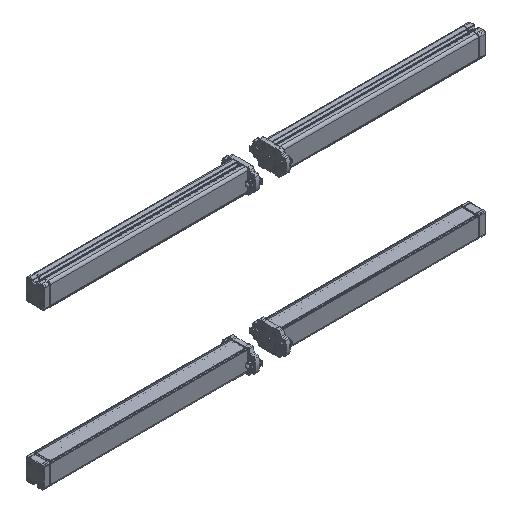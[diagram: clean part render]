
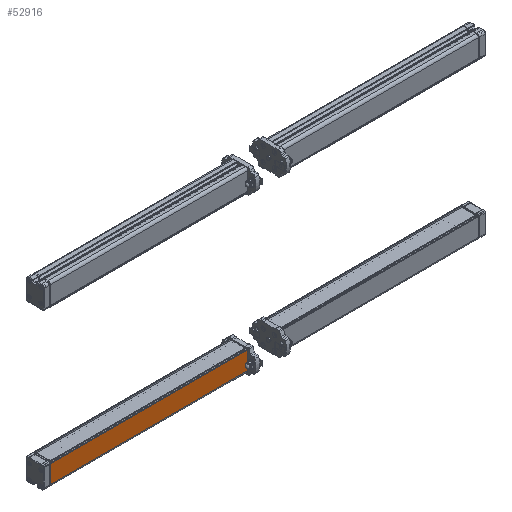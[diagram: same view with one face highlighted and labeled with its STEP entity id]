
A CAD part, isometric view. The second image highlights one B-rep face of the part: STEP entity #52916.
In plain terms, the highlighted planar face has unit normal (0, -1, 0).
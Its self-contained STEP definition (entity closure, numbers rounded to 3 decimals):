
#2081=PLANE('',#57955);
#4408=FACE_OUTER_BOUND('',#7678,.T.);
#7678=EDGE_LOOP('',(#42990,#42991,#42992,#42993));
#11624=LINE('',#90304,#16024);
#11678=LINE('',#90496,#16078);
#11708=LINE('',#90567,#16108);
#11709=LINE('',#90569,#16109);
#16024=VECTOR('',#70160,1.);
#16078=VECTOR('',#70316,1.);
#16108=VECTOR('',#70416,1.);
#16109=VECTOR('',#70419,1.);
#23907=VERTEX_POINT('',#90301);
#23908=VERTEX_POINT('',#90303);
#23954=VERTEX_POINT('',#90410);
#23995=VERTEX_POINT('',#90494);
#30492=EDGE_CURVE('',#23907,#23908,#11624,.T.);
#30588=EDGE_CURVE('',#23995,#23954,#11678,.T.);
#30624=EDGE_CURVE('',#23907,#23954,#11708,.T.);
#30625=EDGE_CURVE('',#23908,#23995,#11709,.T.);
#42990=ORIENTED_EDGE('',*,*,#30624,.T.);
#42991=ORIENTED_EDGE('',*,*,#30588,.F.);
#42992=ORIENTED_EDGE('',*,*,#30625,.F.);
#42993=ORIENTED_EDGE('',*,*,#30492,.F.);
#52916=ADVANCED_FACE('',(#4408),#2081,.T.);
#57955=AXIS2_PLACEMENT_3D('',#90568,#70417,#70418);
#70160=DIRECTION('',(0.,0.,-1.));
#70316=DIRECTION('',(0.,0.,1.));
#70416=DIRECTION('',(-1.,0.,0.));
#70417=DIRECTION('center_axis',(0.,-1.,0.));
#70418=DIRECTION('ref_axis',(0.,0.,1.));
#70419=DIRECTION('',(-1.,0.,0.));
#90301=CARTESIAN_POINT('',(550.177,-3.35,-1.806));
#90303=CARTESIAN_POINT('',(550.177,-3.35,-37.994));
#90304=CARTESIAN_POINT('',(550.177,-3.35,-1.806));
#90410=CARTESIAN_POINT('',(150.177,-3.35,-1.806));
#90494=CARTESIAN_POINT('',(150.177,-3.35,-37.994));
#90496=CARTESIAN_POINT('',(150.177,-3.35,-37.994));
#90567=CARTESIAN_POINT('',(490.177,-3.35,-1.806));
#90568=CARTESIAN_POINT('Origin',(490.177,-3.35,-37.994));
#90569=CARTESIAN_POINT('',(490.177,-3.35,-37.994));
